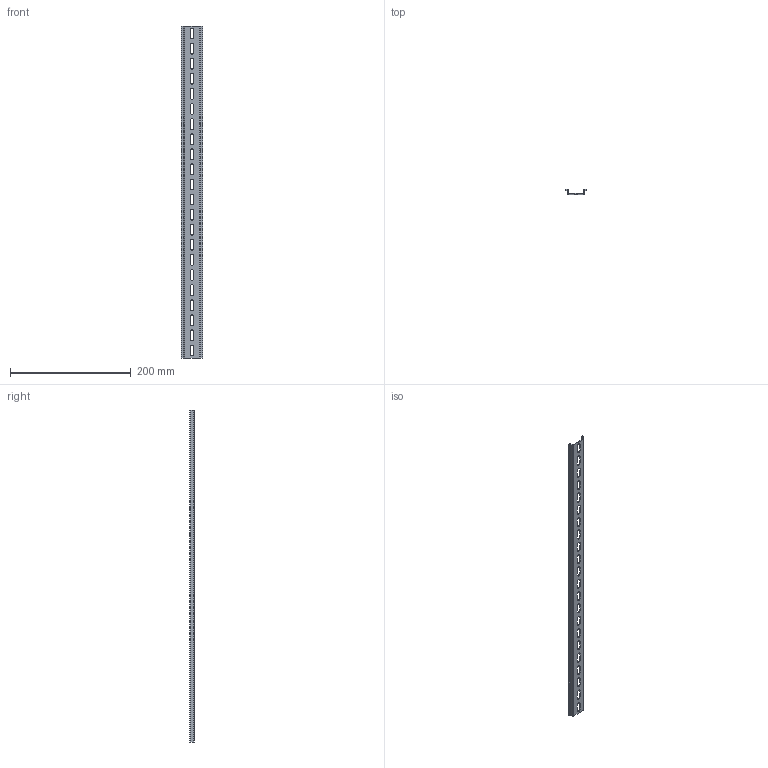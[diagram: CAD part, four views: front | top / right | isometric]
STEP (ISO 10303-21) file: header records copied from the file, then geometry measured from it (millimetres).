
FILE_DESCRIPTION (( 'STEP AP203' ), '1' );
FILE_NAME ('DN-R35S-550-4_Default.step', '2025-05-07T16:39:19', ( 'Windows User' ), ( 'AUTOMATION DIRECT' ), 'SwSTEP 2.0', 'SolidWorks 2024', '' );
FILE_SCHEMA (( 'CONFIG_CONTROL_DESIGN' ));
Length unit declared in the file: millimetre
Products named in the file (1): DN-R35S-550-4_Default
Bounding box: 35 x 7.5 x 550 mm (x, y, z)
Volume: 22865.1 mm3; surface area: 47871.9 mm2
Topology: 1 solids, 1 shells, 110 faces, 324 edges, 216 vertices
Faces by surface type: plane 58, cylinder 52
Entity records: 3857 total; most frequent: CARTESIAN_POINT 651, DIRECTION 650, ORIENTED_EDGE 648, EDGE_CURVE 324, LINE 220, VECTOR 220, VERTEX_POINT 216, AXIS2_PLACEMENT_3D 215
